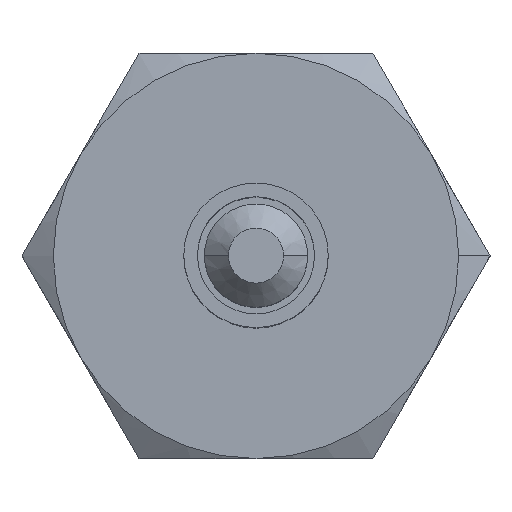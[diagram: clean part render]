
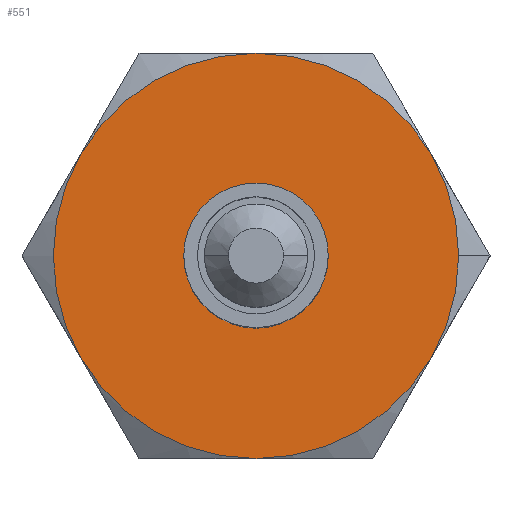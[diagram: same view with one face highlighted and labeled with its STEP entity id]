
A CAD part, top view. The second image highlights one B-rep face of the part: STEP entity #551.
In plain terms, the highlighted planar face has unit normal (0, 0, 1).
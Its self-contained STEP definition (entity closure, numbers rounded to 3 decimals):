
#28 = EDGE_LOOP ( 'NONE', ( #3608, #3717 ) ) ;
#68 = FACE_BOUND ( 'NONE', #28, .T. ) ;
#91 = CARTESIAN_POINT ( 'NONE',  ( 0., 0., 2.2 ) ) ;
#132 = CIRCLE ( 'NONE', #632, 5.521 ) ;
#142 = DIRECTION ( 'NONE',  ( 1., 0., 0. ) ) ;
#195 = CARTESIAN_POINT ( 'NONE',  ( 0., 0., 2.2 ) ) ;
#205 = ORIENTED_EDGE ( 'NONE', *, *, #2823, .T. ) ;
#213 = DIRECTION ( 'NONE',  ( 1., 0., 0. ) ) ;
#336 = DIRECTION ( 'NONE',  ( 1., 0., 0. ) ) ;
#339 = CIRCLE ( 'NONE', #2075, 5.521 ) ;
#362 = FACE_OUTER_BOUND ( 'NONE', #3642, .T. ) ;
#363 = CIRCLE ( 'NONE', #2530, 5.521 ) ;
#378 = AXIS2_PLACEMENT_3D ( 'NONE', #91, #3299, #624 ) ;
#417 = ORIENTED_EDGE ( 'NONE', *, *, #801, .T. ) ;
#429 = DIRECTION ( 'NONE',  ( 1., 0., 0. ) ) ;
#525 = CIRCLE ( 'NONE', #1763, 5.521 ) ;
#551 = ADVANCED_FACE ( 'NONE', ( #68, #362 ), #1963, .T. ) ;
#624 = DIRECTION ( 'NONE',  ( 1., 0., 0. ) ) ;
#632 = AXIS2_PLACEMENT_3D ( 'NONE', #2815, #1322, #2515 ) ;
#648 = CARTESIAN_POINT ( 'NONE',  ( 0., 0., 2.2 ) ) ;
#687 = EDGE_CURVE ( 'NONE', #790, #711, #339, .T. ) ;
#711 = VERTEX_POINT ( 'NONE', #2586 ) ;
#790 = VERTEX_POINT ( 'NONE', #2751 ) ;
#793 = CIRCLE ( 'NONE', #3656, 5.521 ) ;
#801 = EDGE_CURVE ( 'NONE', #1792, #790, #2706, .T. ) ;
#888 = VERTEX_POINT ( 'NONE', #1493 ) ;
#1008 = ORIENTED_EDGE ( 'NONE', *, *, #687, .T. ) ;
#1038 = EDGE_CURVE ( 'NONE', #2936, #1792, #525, .T. ) ;
#1047 = DIRECTION ( 'NONE',  ( 0., 0., 1. ) ) ;
#1109 = CARTESIAN_POINT ( 'NONE',  ( 0., 0., 2.2 ) ) ;
#1209 = CARTESIAN_POINT ( 'NONE',  ( 0., 5.521, 2.2 ) ) ;
#1322 = DIRECTION ( 'NONE',  ( 0., 0., 1. ) ) ;
#1354 = VERTEX_POINT ( 'NONE', #1469 ) ;
#1469 = CARTESIAN_POINT ( 'NONE',  ( 1.969, 0., 2.2 ) ) ;
#1493 = CARTESIAN_POINT ( 'NONE',  ( 4.781, 2.76, 2.2 ) ) ;
#1537 = DIRECTION ( 'NONE',  ( 0., 0., 1. ) ) ;
#1567 = EDGE_CURVE ( 'NONE', #3328, #1354, #2260, .T. ) ;
#1601 = CARTESIAN_POINT ( 'NONE',  ( 0., 0., 2.2 ) ) ;
#1624 = DIRECTION ( 'NONE',  ( 0., 0., 1. ) ) ;
#1626 = ORIENTED_EDGE ( 'NONE', *, *, #3144, .T. ) ;
#1763 = AXIS2_PLACEMENT_3D ( 'NONE', #2787, #3071, #429 ) ;
#1792 = VERTEX_POINT ( 'NONE', #2377 ) ;
#1859 = DIRECTION ( 'NONE',  ( 1., 0., 0. ) ) ;
#1888 = AXIS2_PLACEMENT_3D ( 'NONE', #648, #3644, #336 ) ;
#1963 = PLANE ( 'NONE',  #2071 ) ;
#2019 = AXIS2_PLACEMENT_3D ( 'NONE', #3231, #3529, #2630 ) ;
#2071 = AXIS2_PLACEMENT_3D ( 'NONE', #3614, #1537, #2547 ) ;
#2075 = AXIS2_PLACEMENT_3D ( 'NONE', #1109, #3149, #2880 ) ;
#2243 = DIRECTION ( 'NONE',  ( 0., 0., 1. ) ) ;
#2255 = EDGE_CURVE ( 'NONE', #2968, #3305, #2777, .T. ) ;
#2260 = CIRCLE ( 'NONE', #3323, 1.969 ) ;
#2377 = CARTESIAN_POINT ( 'NONE',  ( 0., -5.521, 2.2 ) ) ;
#2515 = DIRECTION ( 'NONE',  ( 1., 0., 0. ) ) ;
#2530 = AXIS2_PLACEMENT_3D ( 'NONE', #2811, #1624, #142 ) ;
#2547 = DIRECTION ( 'NONE',  ( 1., 0., 0. ) ) ;
#2586 = CARTESIAN_POINT ( 'NONE',  ( 5.521, 0., 2.2 ) ) ;
#2618 = CARTESIAN_POINT ( 'NONE',  ( -4.781, 2.76, 2.2 ) ) ;
#2630 = DIRECTION ( 'NONE',  ( 1., 0., 0. ) ) ;
#2661 = CARTESIAN_POINT ( 'NONE',  ( -1.969, 0., 2.2 ) ) ;
#2706 = CIRCLE ( 'NONE', #1888, 5.521 ) ;
#2751 = CARTESIAN_POINT ( 'NONE',  ( 4.781, -2.76, 2.2 ) ) ;
#2777 = CIRCLE ( 'NONE', #2019, 5.521 ) ;
#2787 = CARTESIAN_POINT ( 'NONE',  ( 0., 0., 2.2 ) ) ;
#2811 = CARTESIAN_POINT ( 'NONE',  ( 0., 0., 2.2 ) ) ;
#2815 = CARTESIAN_POINT ( 'NONE',  ( 0., 0., 2.2 ) ) ;
#2823 = EDGE_CURVE ( 'NONE', #711, #888, #793, .T. ) ;
#2831 = ORIENTED_EDGE ( 'NONE', *, *, #2255, .T. ) ;
#2880 = DIRECTION ( 'NONE',  ( 1., 0., 0. ) ) ;
#2929 = ORIENTED_EDGE ( 'NONE', *, *, #3609, .T. ) ;
#2936 = VERTEX_POINT ( 'NONE', #3613 ) ;
#2968 = VERTEX_POINT ( 'NONE', #1209 ) ;
#3071 = DIRECTION ( 'NONE',  ( 0., 0., 1. ) ) ;
#3144 = EDGE_CURVE ( 'NONE', #3305, #2936, #363, .T. ) ;
#3149 = DIRECTION ( 'NONE',  ( 0., 0., 1. ) ) ;
#3229 = CIRCLE ( 'NONE', #378, 1.969 ) ;
#3231 = CARTESIAN_POINT ( 'NONE',  ( 0., 0., 2.2 ) ) ;
#3239 = ORIENTED_EDGE ( 'NONE', *, *, #1038, .T. ) ;
#3299 = DIRECTION ( 'NONE',  ( 0., 0., 1. ) ) ;
#3305 = VERTEX_POINT ( 'NONE', #2618 ) ;
#3323 = AXIS2_PLACEMENT_3D ( 'NONE', #1601, #1047, #1859 ) ;
#3328 = VERTEX_POINT ( 'NONE', #2661 ) ;
#3435 = EDGE_CURVE ( 'NONE', #1354, #3328, #3229, .T. ) ;
#3529 = DIRECTION ( 'NONE',  ( 0., 0., 1. ) ) ;
#3608 = ORIENTED_EDGE ( 'NONE', *, *, #1567, .F. ) ;
#3609 = EDGE_CURVE ( 'NONE', #888, #2968, #132, .T. ) ;
#3613 = CARTESIAN_POINT ( 'NONE',  ( -4.781, -2.76, 2.2 ) ) ;
#3614 = CARTESIAN_POINT ( 'NONE',  ( 0., 0., 2.2 ) ) ;
#3642 = EDGE_LOOP ( 'NONE', ( #1008, #205, #2929, #2831, #1626, #3239, #417 ) ) ;
#3644 = DIRECTION ( 'NONE',  ( 0., 0., 1. ) ) ;
#3656 = AXIS2_PLACEMENT_3D ( 'NONE', #195, #2243, #213 ) ;
#3717 = ORIENTED_EDGE ( 'NONE', *, *, #3435, .F. ) ;
